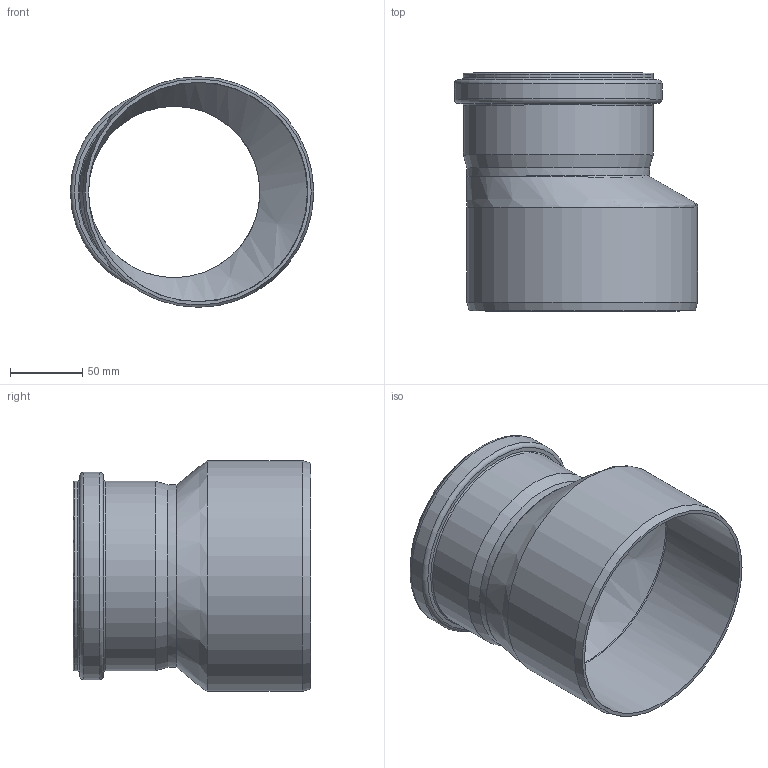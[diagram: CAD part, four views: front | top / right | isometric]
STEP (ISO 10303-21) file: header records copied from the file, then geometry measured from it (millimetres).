
FILE_DESCRIPTION(/* description */ (''),/* implementation_level */ '2;1');
FILE_NAME(/* name */ '177700 HTsafeR DN_OD 160_125.stp',/* time_stamp */ '2017-03-13T12:23:53+01:00',/* author */ ('user1'),/* organization */ (''),/* preprocessor_version */ 'ST-DEVELOPER v16.1',/* originating_system */ 'Autodesk Inventor 2016',/* authorisation */ '');
FILE_SCHEMA (('AUTOMOTIVE_DESIGN { 1 0 10303 214 3 1 1 }'));
Length unit declared in the file: millimetre
Products named in the file (1): 177700 HTsafeR DN_OD 160_125
Bounding box: 168.65 x 165 x 160 mm (x, y, z)
Volume: 281043.3 mm3; surface area: 164483.1 mm2
Topology: 1 solids, 1 shells, 35 faces, 76 edges, 40 vertices
Faces by surface type: cylinder 11, torus 10, cone 7, bspline 4, plane 3
Full cylindrical faces by diameter (mm): 118.9 x1, 125.9 x1, 126.2 x2, 126.7 x1, 131.5 x1, 131.8 x1, 138.4 x1, 144 x1, 152.2 x1, 160 x1
Entity records: 1582 total; most frequent: CARTESIAN_POINT 957, DIRECTION 130, ORIENTED_EDGE 82, EDGE_LOOP 66, AXIS2_PLACEMENT_3D 65, EDGE_CURVE 41, VERTEX_POINT 37, FACE_OUTER_BOUND 35
